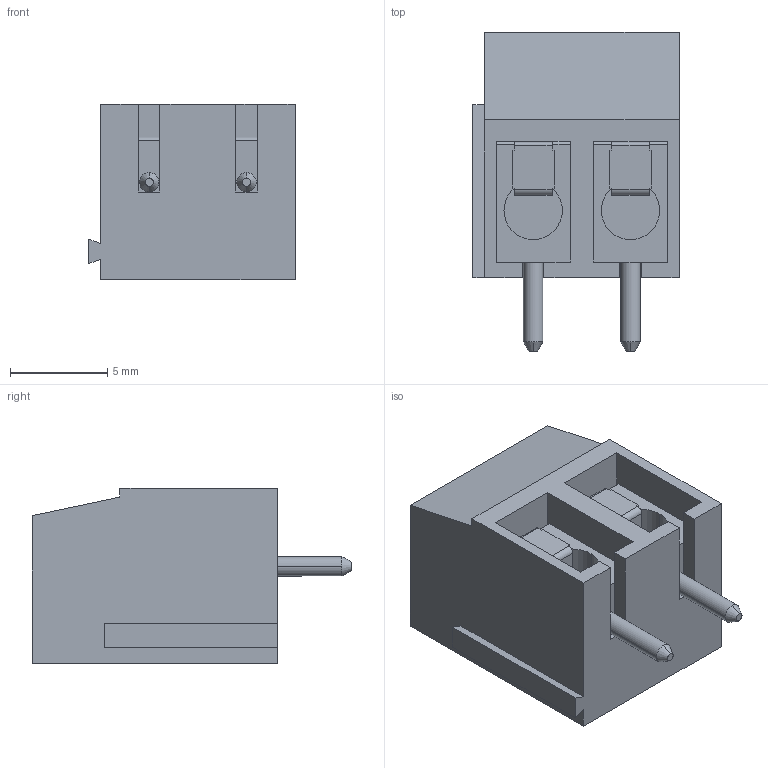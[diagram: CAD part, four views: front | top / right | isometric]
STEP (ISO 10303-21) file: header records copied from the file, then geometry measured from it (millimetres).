
FILE_DESCRIPTION (( 'STEP AP214' ), '1' );
FILE_NAME ('OSTTA020161.STEP', '2020-03-31T12:02:52', ( '' ), ( '' ), 'SwSTEP 2.0', 'SolidWorks 2017', '' );
FILE_SCHEMA (( 'AUTOMOTIVE_DESIGN' ));
Length unit declared in the file: millimetre
Products named in the file (1): OSTTA020161
Bounding box: 10.6 x 16.4 x 9 mm (x, y, z)
Volume: 817.3 mm3; surface area: 1257.3 mm2
Topology: 9 solids, 9 shells, 148 faces, 366 edges, 242 vertices
Faces by surface type: plane 114, cylinder 24, torus 6, cone 4
Entity records: 4492 total; most frequent: CARTESIAN_POINT 797, ORIENTED_EDGE 732, DIRECTION 728, EDGE_CURVE 366, LINE 286, VECTOR 286, VERTEX_POINT 242, AXIS2_PLACEMENT_3D 221
